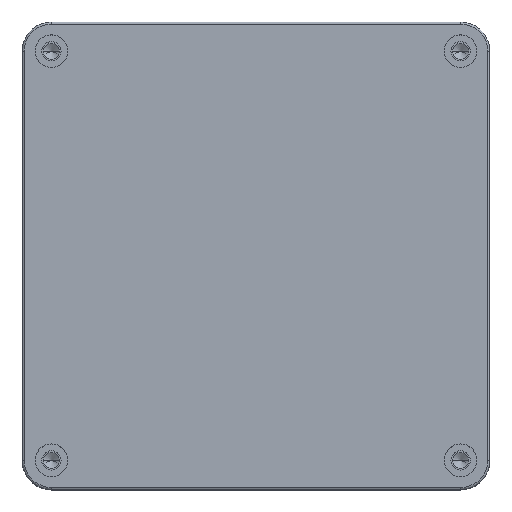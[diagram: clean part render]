
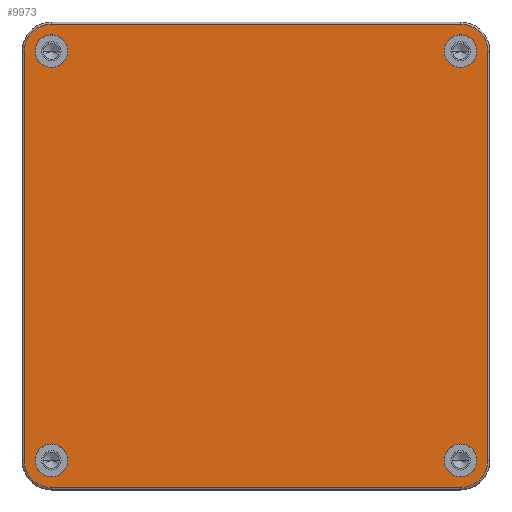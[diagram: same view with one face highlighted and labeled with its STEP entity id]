
A CAD part, top view. The second image highlights one B-rep face of the part: STEP entity #9973.
In plain terms, the highlighted planar face has unit normal (0, 0, 1).
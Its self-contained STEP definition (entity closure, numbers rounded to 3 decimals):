
#7458=CARTESIAN_POINT('',(70.,70.,20.5));
#7459=DIRECTION('',(0.,0.,1.));
#7460=DIRECTION('',(-1.,0.,0.));
#7461=AXIS2_PLACEMENT_3D('',#7458,#7459,#7460);
#7466=CARTESIAN_POINT('',(70.,70.,20.5));
#7467=DIRECTION('',(0.,0.,1.));
#7468=DIRECTION('',(1.,0.,0.));
#7469=AXIS2_PLACEMENT_3D('',#7466,#7467,#7468);
#7474=CARTESIAN_POINT('',(70.,-70.,20.5));
#7475=DIRECTION('',(0.,0.,-1.));
#7476=DIRECTION('',(-1.,0.,0.));
#7477=AXIS2_PLACEMENT_3D('',#7474,#7475,#7476);
#7482=CARTESIAN_POINT('',(70.,-70.,20.5));
#7483=DIRECTION('',(0.,0.,-1.));
#7484=DIRECTION('',(1.,0.,0.));
#7485=AXIS2_PLACEMENT_3D('',#7482,#7483,#7484);
#7490=CARTESIAN_POINT('',(-70.,70.,20.5));
#7491=DIRECTION('',(0.,0.,-1.));
#7492=DIRECTION('',(1.,0.,0.));
#7493=AXIS2_PLACEMENT_3D('',#7490,#7491,#7492);
#7498=CARTESIAN_POINT('',(-70.,70.,20.5));
#7499=DIRECTION('',(0.,0.,-1.));
#7500=DIRECTION('',(-1.,0.,0.));
#7501=AXIS2_PLACEMENT_3D('',#7498,#7499,#7500);
#7506=CARTESIAN_POINT('',(-70.,-70.,20.5));
#7507=DIRECTION('',(0.,0.,1.));
#7508=DIRECTION('',(1.,0.,0.));
#7509=AXIS2_PLACEMENT_3D('',#7506,#7507,#7508);
#7514=CARTESIAN_POINT('',(-70.,-70.,20.5));
#7515=DIRECTION('',(0.,0.,1.));
#7516=DIRECTION('',(-1.,0.,0.));
#7517=AXIS2_PLACEMENT_3D('',#7514,#7515,#7516);
#7522=CARTESIAN_POINT('',(-70.,-70.,20.5));
#7523=DIRECTION('',(0.,0.,1.));
#7524=DIRECTION('',(-1.,0.,0.));
#7525=AXIS2_PLACEMENT_3D('',#7522,#7523,#7524);
#7530=DIRECTION('',(0.,-1.,0.));
#7531=VECTOR('',#7530,140.);
#7532=CARTESIAN_POINT('',(-79.3,70.,20.5));
#7533=LINE('',#7532,#7531);
#7537=CARTESIAN_POINT('',(-70.,70.,20.5));
#7538=DIRECTION('',(0.,0.,1.));
#7539=DIRECTION('',(0.,1.,0.));
#7540=AXIS2_PLACEMENT_3D('',#7537,#7538,#7539);
#7545=DIRECTION('',(-1.,0.,0.));
#7546=VECTOR('',#7545,140.);
#7547=CARTESIAN_POINT('',(70.,79.3,20.5));
#7548=LINE('',#7547,#7546);
#7552=CARTESIAN_POINT('',(70.,70.,20.5));
#7553=DIRECTION('',(0.,0.,1.));
#7554=DIRECTION('',(1.,0.,0.));
#7555=AXIS2_PLACEMENT_3D('',#7552,#7553,#7554);
#7560=DIRECTION('',(0.,1.,0.));
#7561=VECTOR('',#7560,140.);
#7562=CARTESIAN_POINT('',(79.3,-70.,20.5));
#7563=LINE('',#7562,#7561);
#7567=CARTESIAN_POINT('',(70.,-70.,20.5));
#7568=DIRECTION('',(0.,0.,1.));
#7569=DIRECTION('',(0.,-1.,0.));
#7570=AXIS2_PLACEMENT_3D('',#7567,#7568,#7569);
#7575=DIRECTION('',(1.,0.,0.));
#7576=VECTOR('',#7575,140.);
#7577=CARTESIAN_POINT('',(-70.,-79.3,20.5));
#7578=LINE('',#7577,#7576);
#9324=CARTESIAN_POINT('',(64.4,70.,20.5));
#9325=CARTESIAN_POINT('',(75.6,70.,20.5));
#9326=VERTEX_POINT('',#9324);
#9327=VERTEX_POINT('',#9325);
#9340=CARTESIAN_POINT('',(64.4,-70.,20.5));
#9341=CARTESIAN_POINT('',(75.6,-70.,20.5));
#9342=VERTEX_POINT('',#9340);
#9343=VERTEX_POINT('',#9341);
#9356=CARTESIAN_POINT('',(-64.4,70.,20.5));
#9357=CARTESIAN_POINT('',(-75.6,70.,20.5));
#9358=VERTEX_POINT('',#9356);
#9359=VERTEX_POINT('',#9357);
#9372=CARTESIAN_POINT('',(-64.4,-70.,20.5));
#9373=CARTESIAN_POINT('',(-75.6,-70.,20.5));
#9374=VERTEX_POINT('',#9372);
#9375=VERTEX_POINT('',#9373);
#9440=CARTESIAN_POINT('',(-79.3,-70.,20.5));
#9441=CARTESIAN_POINT('',(-70.,-79.3,20.5));
#9442=VERTEX_POINT('',#9440);
#9443=VERTEX_POINT('',#9441);
#9448=CARTESIAN_POINT('',(70.,-79.3,20.5));
#9449=VERTEX_POINT('',#9448);
#9452=CARTESIAN_POINT('',(79.3,-70.,20.5));
#9453=VERTEX_POINT('',#9452);
#9456=CARTESIAN_POINT('',(79.3,70.,20.5));
#9457=VERTEX_POINT('',#9456);
#9460=CARTESIAN_POINT('',(70.,79.3,20.5));
#9461=VERTEX_POINT('',#9460);
#9464=CARTESIAN_POINT('',(-70.,79.3,20.5));
#9465=VERTEX_POINT('',#9464);
#9468=CARTESIAN_POINT('',(-79.3,70.,20.5));
#9469=VERTEX_POINT('',#9468);
#9927=CARTESIAN_POINT('',(0.,0.,20.5));
#9928=DIRECTION('',(0.,0.,1.));
#9929=DIRECTION('',(1.,0.,0.));
#9930=AXIS2_PLACEMENT_3D('',#9927,#9928,#9929);
#9931=PLANE('',#9930);
#9933=ORIENTED_EDGE('',*,*,#9932,.F.);
#9935=ORIENTED_EDGE('',*,*,#9934,.F.);
#9937=ORIENTED_EDGE('',*,*,#9936,.F.);
#9939=ORIENTED_EDGE('',*,*,#9938,.F.);
#9941=ORIENTED_EDGE('',*,*,#9940,.F.);
#9943=ORIENTED_EDGE('',*,*,#9942,.F.);
#9945=ORIENTED_EDGE('',*,*,#9944,.F.);
#9947=ORIENTED_EDGE('',*,*,#9946,.F.);
#9948=EDGE_LOOP('',(#9933,#9935,#9937,#9939,#9941,#9943,#9945,#9947));
#9949=FACE_OUTER_BOUND('',#9948,.F.);
#9951=ORIENTED_EDGE('',*,*,#9950,.F.);
#9953=ORIENTED_EDGE('',*,*,#9952,.F.);
#9954=EDGE_LOOP('',(#9951,#9953));
#9955=FACE_BOUND('',#9954,.F.);
#9957=ORIENTED_EDGE('',*,*,#9956,.F.);
#9959=ORIENTED_EDGE('',*,*,#9958,.F.);
#9960=EDGE_LOOP('',(#9957,#9959));
#9961=FACE_BOUND('',#9960,.F.);
#9963=ORIENTED_EDGE('',*,*,#9962,.T.);
#9965=ORIENTED_EDGE('',*,*,#9964,.T.);
#9966=EDGE_LOOP('',(#9963,#9965));
#9967=FACE_BOUND('',#9966,.F.);
#9968=ORIENTED_EDGE('',*,*,#9917,.T.);
#9970=ORIENTED_EDGE('',*,*,#9969,.T.);
#9971=EDGE_LOOP('',(#9968,#9970));
#9972=FACE_BOUND('',#9971,.F.);
#7462=CIRCLE('',#7461,5.6);
#7470=CIRCLE('',#7469,5.6);
#7478=CIRCLE('',#7477,5.6);
#7486=CIRCLE('',#7485,5.6);
#7494=CIRCLE('',#7493,5.6);
#7502=CIRCLE('',#7501,5.6);
#7510=CIRCLE('',#7509,5.6);
#7518=CIRCLE('',#7517,5.6);
#7526=CIRCLE('',#7525,9.3);
#7541=CIRCLE('',#7540,9.3);
#7556=CIRCLE('',#7555,9.3);
#7571=CIRCLE('',#7570,9.3);
#9917=EDGE_CURVE('',#9326,#9327,#7462,.T.);
#9932=EDGE_CURVE('',#9442,#9443,#7526,.T.);
#9934=EDGE_CURVE('',#9469,#9442,#7533,.T.);
#9936=EDGE_CURVE('',#9465,#9469,#7541,.T.);
#9938=EDGE_CURVE('',#9461,#9465,#7548,.T.);
#9940=EDGE_CURVE('',#9457,#9461,#7556,.T.);
#9942=EDGE_CURVE('',#9453,#9457,#7563,.T.);
#9944=EDGE_CURVE('',#9449,#9453,#7571,.T.);
#9946=EDGE_CURVE('',#9443,#9449,#7578,.T.);
#9950=EDGE_CURVE('',#9342,#9343,#7478,.T.);
#9952=EDGE_CURVE('',#9343,#9342,#7486,.T.);
#9956=EDGE_CURVE('',#9358,#9359,#7494,.T.);
#9958=EDGE_CURVE('',#9359,#9358,#7502,.T.);
#9962=EDGE_CURVE('',#9374,#9375,#7510,.T.);
#9964=EDGE_CURVE('',#9375,#9374,#7518,.T.);
#9969=EDGE_CURVE('',#9327,#9326,#7470,.T.);
#9973=ADVANCED_FACE('',(#9949,#9955,#9961,#9967,#9972),#9931,.T.);
